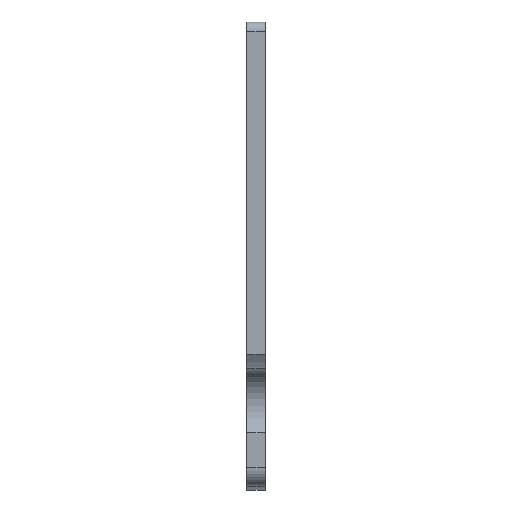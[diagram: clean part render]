
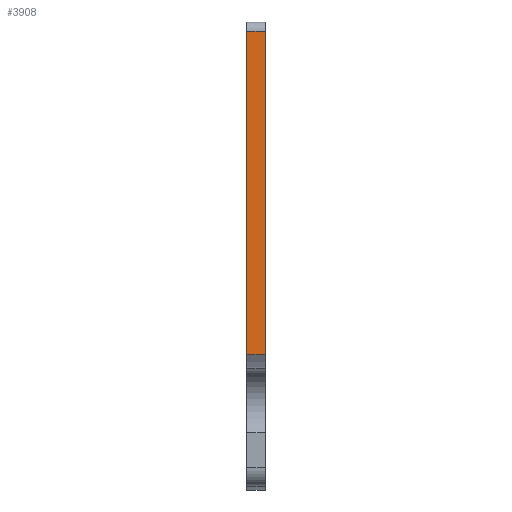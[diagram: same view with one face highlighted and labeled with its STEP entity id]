
A CAD part, left-side view. The second image highlights one B-rep face of the part: STEP entity #3908.
In plain terms, the highlighted planar face has unit normal (-1, 0, 0).
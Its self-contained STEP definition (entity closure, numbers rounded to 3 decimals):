
#45=PLANE('',#4143);
#183=FACE_OUTER_BOUND('',#398,.T.);
#398=EDGE_LOOP('',(#2554,#2555,#2556,#2557));
#644=LINE('',#5687,#1029);
#664=LINE('',#5757,#1049);
#666=LINE('',#5761,#1051);
#667=LINE('',#5762,#1052);
#1029=VECTOR('',#4528,17.257);
#1049=VECTOR('',#4580,1.);
#1051=VECTOR('',#4584,17.257);
#1052=VECTOR('',#4585,1.);
#1586=VERTEX_POINT('',#5684);
#1587=VERTEX_POINT('',#5686);
#1621=VERTEX_POINT('',#5755);
#1622=VERTEX_POINT('',#5760);
#1958=EDGE_CURVE('',#1586,#1587,#644,.T.);
#1993=EDGE_CURVE('',#1621,#1586,#664,.T.);
#1995=EDGE_CURVE('',#1622,#1621,#666,.T.);
#1996=EDGE_CURVE('',#1622,#1587,#667,.T.);
#2554=ORIENTED_EDGE('',*,*,#1993,.F.);
#2555=ORIENTED_EDGE('',*,*,#1995,.F.);
#2556=ORIENTED_EDGE('',*,*,#1996,.T.);
#2557=ORIENTED_EDGE('',*,*,#1958,.F.);
#3908=ADVANCED_FACE('',(#183),#45,.T.);
#4143=AXIS2_PLACEMENT_3D('',#5759,#4582,#4583);
#4528=DIRECTION('',(0.,0.,-1.));
#4580=DIRECTION('',(0.,-1.,0.));
#4582=DIRECTION('center_axis',(-1.,0.,0.));
#4583=DIRECTION('ref_axis',(0.,0.,-1.));
#4584=DIRECTION('',(0.,0.,1.));
#4585=DIRECTION('',(0.,-1.,0.));
#5684=CARTESIAN_POINT('',(-19.829,3.484,13.142));
#5686=CARTESIAN_POINT('',(-19.829,3.484,-4.115));
#5687=CARTESIAN_POINT('',(-19.829,3.484,-11.358));
#5755=CARTESIAN_POINT('',(-19.829,4.484,13.142));
#5757=CARTESIAN_POINT('',(-19.829,3.984,13.142));
#5759=CARTESIAN_POINT('Origin',(-19.829,3.984,13.642));
#5760=CARTESIAN_POINT('',(-19.829,4.484,-4.115));
#5761=CARTESIAN_POINT('',(-19.829,4.484,-11.358));
#5762=CARTESIAN_POINT('',(-19.829,3.484,-4.115));
